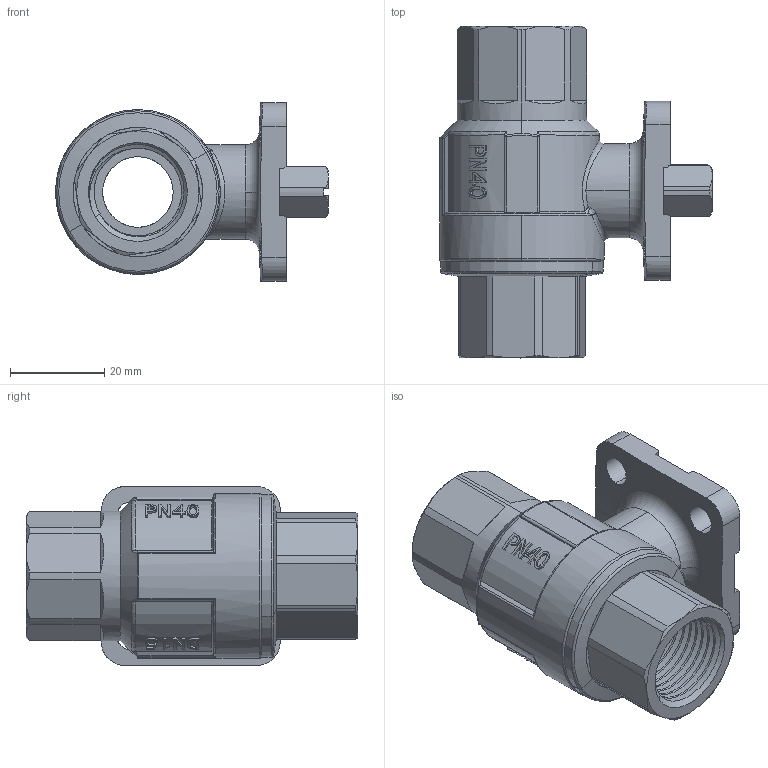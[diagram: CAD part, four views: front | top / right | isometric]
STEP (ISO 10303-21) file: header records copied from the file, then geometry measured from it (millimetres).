
FILE_DESCRIPTION (( 'STEP AP214' ), '1' );
FILE_NAME ('DN15.STEP', '2023-11-13T08:55:12', ( '' ), ( '' ), 'SwSTEP 2.0', 'SolidWorks 2018', '' );
FILE_SCHEMA (( 'AUTOMOTIVE_DESIGN' ));
Length unit declared in the file: millimetre
Products named in the file (1): DN15
Bounding box: 58 x 70.5 x 38 mm (x, y, z)
Volume: 43263.8 mm3; surface area: 17920.1 mm2
Topology: 1 solids, 1 shells, 444 faces, 1170 edges, 751 vertices
Faces by surface type: plane 162, cylinder 126, bspline 71, cone 52, torus 23, sphere 10
Entity records: 36118 total; most frequent: CARTESIAN_POINT 21303, ORIENTED_EDGE 2340, DIRECTION 1740, EDGE_CURVE 1170, VERTEX_POINT 751, AXIS2_PLACEMENT_3D 668, EDGE_LOOP 477, UNCERTAINTY_MEASURE_WITH_UNIT 446
